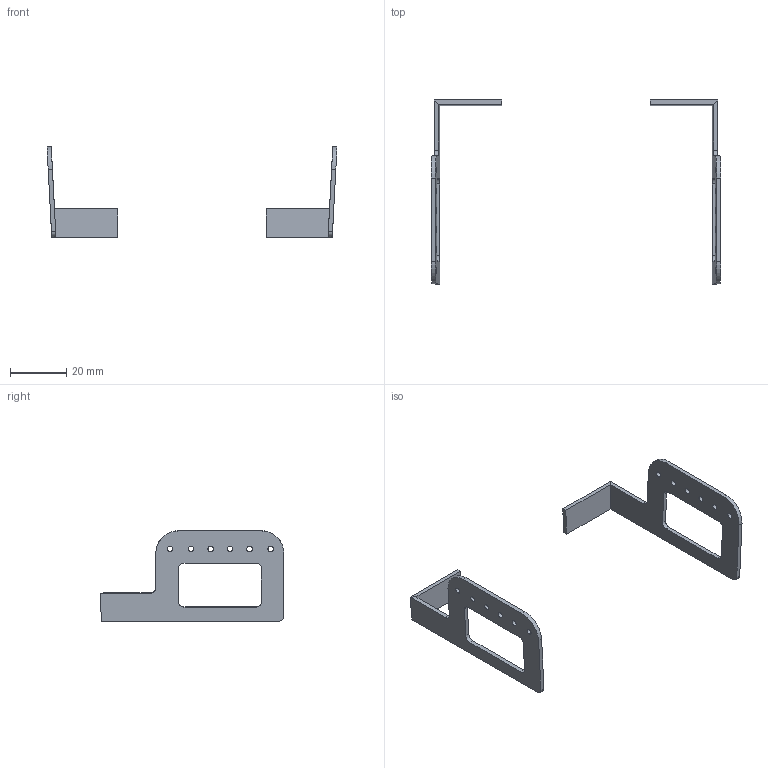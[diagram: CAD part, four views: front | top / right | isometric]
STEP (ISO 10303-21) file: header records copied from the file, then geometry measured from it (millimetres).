
FILE_DESCRIPTION(/* description */ (''),/* implementation_level */ '2;1');
FILE_NAME(/* name */ 'Drill-Guide-Air-Inlet.step',/* time_stamp */ '2023-07-20T13:44:24+08:00',/* author */ (''),/* organization */ (''),/* preprocessor_version */ 'ST-DEVELOPER v19.2',/* originating_system */ 'Autodesk Translation Framework v12.6.0.85',/* authorisation */ '');
FILE_SCHEMA (('AUTOMOTIVE_DESIGN { 1 0 10303 214 3 1 1 }'));
Length unit declared in the file: millimetre
Products named in the file (1): Drill-Guide-Air-Inlet
Bounding box: 103 x 65.34 x 32.15 mm (x, y, z)
Volume: 4130.5 mm3; surface area: 6572.4 mm2
Topology: 2 solids, 2 shells, 58 faces, 158 edges, 104 vertices
Faces by surface type: plane 30, cylinder 28
Full cylindrical faces by diameter (mm): 2 x12
Entity records: 1934 total; most frequent: DIRECTION 332, CARTESIAN_POINT 321, ORIENTED_EDGE 316, EDGE_CURVE 158, AXIS2_PLACEMENT_3D 115, VERTEX_POINT 104, LINE 102, VECTOR 102
